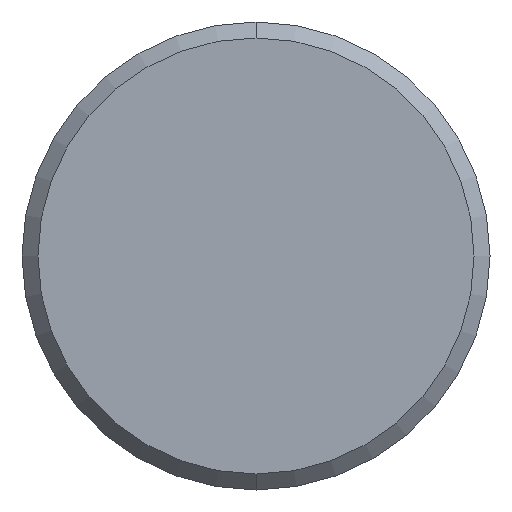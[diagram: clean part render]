
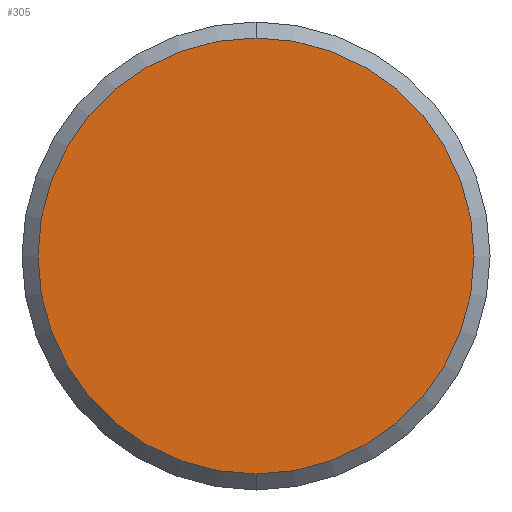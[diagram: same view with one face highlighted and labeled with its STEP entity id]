
A CAD part, front view. The second image highlights one B-rep face of the part: STEP entity #305.
In plain terms, the highlighted planar face has unit normal (0, -1, 0).
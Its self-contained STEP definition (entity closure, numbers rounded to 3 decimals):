
#50 = DIRECTION ( 'NONE',  ( 0., -1., 0. ) ) ;
#55 = VERTEX_POINT ( 'NONE', #70 ) ;
#60 = ORIENTED_EDGE ( 'NONE', *, *, #257, .T. ) ;
#70 = CARTESIAN_POINT ( 'NONE',  ( 0., 0., 20.5 ) ) ;
#107 = DIRECTION ( 'NONE',  ( 0., -1., 0. ) ) ;
#125 = ORIENTED_EDGE ( 'NONE', *, *, #388, .T. ) ;
#186 = DIRECTION ( 'NONE',  ( 0., 0., -1. ) ) ;
#232 = DIRECTION ( 'NONE',  ( 0., -1., 0. ) ) ;
#249 = EDGE_LOOP ( 'NONE', ( #125, #60 ) ) ;
#257 = EDGE_CURVE ( 'NONE', #284, #55, #278, .T. ) ;
#274 = CARTESIAN_POINT ( 'NONE',  ( 0., 0., 0. ) ) ;
#278 = CIRCLE ( 'NONE', #447, 20.5 ) ;
#284 = VERTEX_POINT ( 'NONE', #332 ) ;
#293 = DIRECTION ( 'NONE',  ( 0., 0., -1. ) ) ;
#305 = ADVANCED_FACE ( 'NONE', ( #371 ), #421, .T. ) ;
#332 = CARTESIAN_POINT ( 'NONE',  ( 0., 0., -20.5 ) ) ;
#335 = AXIS2_PLACEMENT_3D ( 'NONE', #454, #50, #501 ) ;
#371 = FACE_OUTER_BOUND ( 'NONE', #249, .T. ) ;
#388 = EDGE_CURVE ( 'NONE', #55, #284, #422, .T. ) ;
#421 = PLANE ( 'NONE',  #455 ) ;
#422 = CIRCLE ( 'NONE', #335, 20.5 ) ;
#447 = AXIS2_PLACEMENT_3D ( 'NONE', #517, #107, #293 ) ;
#454 = CARTESIAN_POINT ( 'NONE',  ( 0., 0., 0. ) ) ;
#455 = AXIS2_PLACEMENT_3D ( 'NONE', #274, #232, #186 ) ;
#501 = DIRECTION ( 'NONE',  ( 0., 0., -1. ) ) ;
#517 = CARTESIAN_POINT ( 'NONE',  ( 0., 0., 0. ) ) ;
